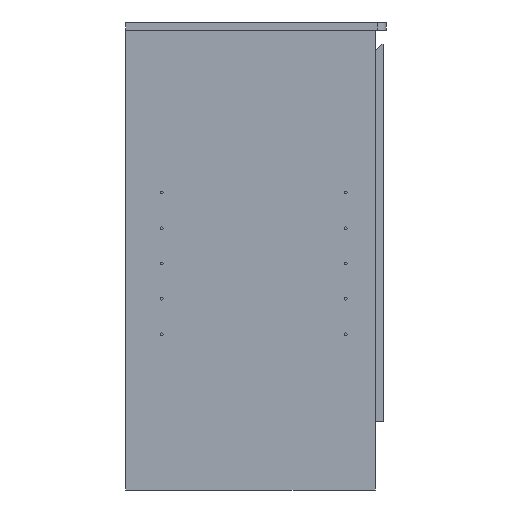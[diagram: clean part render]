
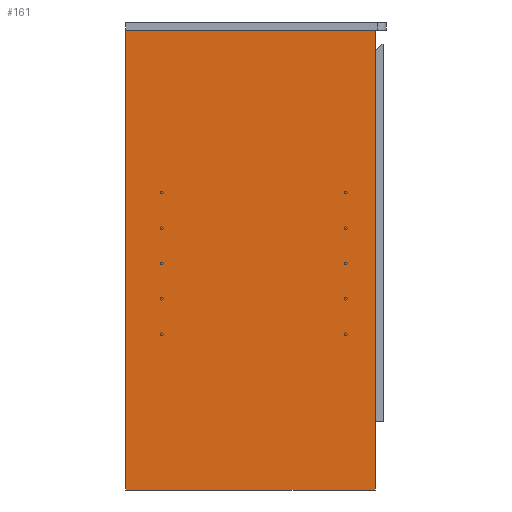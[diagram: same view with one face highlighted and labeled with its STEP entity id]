
A CAD part, left-side view. The second image highlights one B-rep face of the part: STEP entity #161.
In plain terms, the highlighted planar face has unit normal (-1, 0, 0).
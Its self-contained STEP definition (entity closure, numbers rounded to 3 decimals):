
#161=ADVANCED_FACE('',(#733),#7484,.T.);
#733=FACE_OUTER_BOUND('',#1225,.T.);
#1225=EDGE_LOOP('',(#2025,#2026,#2027,#2028));
#2025=ORIENTED_EDGE('',*,*,#4276,.F.);
#2026=ORIENTED_EDGE('',*,*,#4273,.F.);
#2027=ORIENTED_EDGE('',*,*,#4270,.F.);
#2028=ORIENTED_EDGE('',*,*,#4267,.F.);
#4267=EDGE_CURVE('',#6597,#6598,#5806,.T.);
#4270=EDGE_CURVE('',#6598,#6600,#5809,.T.);
#4273=EDGE_CURVE('',#6600,#6602,#5812,.T.);
#4276=EDGE_CURVE('',#6602,#6597,#5815,.T.);
#5806=B_SPLINE_CURVE_WITH_KNOTS('',1,(#9401,#9402),.UNSPECIFIED.,.F.,.F.,
(2,2),(-830.,0.),.UNSPECIFIED.);
#5809=B_SPLINE_CURVE_WITH_KNOTS('',1,(#9407,#9408),.UNSPECIFIED.,.F.,.F.,
(2,2),(-450.,0.),.UNSPECIFIED.);
#5812=B_SPLINE_CURVE_WITH_KNOTS('',1,(#9413,#9414),.UNSPECIFIED.,.F.,.F.,
(2,2),(-830.,0.),.UNSPECIFIED.);
#5815=B_SPLINE_CURVE_WITH_KNOTS('',1,(#9419,#9420),.UNSPECIFIED.,.F.,.F.,
(2,2),(-450.,0.),.UNSPECIFIED.);
#6597=VERTEX_POINT('',#9161);
#6598=VERTEX_POINT('',#9162);
#6600=VERTEX_POINT('',#9164);
#6602=VERTEX_POINT('',#9166);
#7484=PLANE('',#7911);
#7911=AXIS2_PLACEMENT_3D('',#9127,#8367,$);
#8367=DIRECTION('',(-1.,0.,0.));
#9127=CARTESIAN_POINT('',(-587.5,0.01,-0.01));
#9161=CARTESIAN_POINT('',(-587.5,-450.,830.));
#9162=CARTESIAN_POINT('',(-587.5,-450.,0.));
#9164=CARTESIAN_POINT('',(-587.5,0.,0.));
#9166=CARTESIAN_POINT('',(-587.5,0.,830.));
#9401=CARTESIAN_POINT('',(-587.5,-450.,830.));
#9402=CARTESIAN_POINT('',(-587.5,-450.,0.));
#9407=CARTESIAN_POINT('',(-587.5,-450.,0.));
#9408=CARTESIAN_POINT('',(-587.5,0.,0.));
#9413=CARTESIAN_POINT('',(-587.5,0.,0.));
#9414=CARTESIAN_POINT('',(-587.5,0.,830.));
#9419=CARTESIAN_POINT('',(-587.5,0.,830.));
#9420=CARTESIAN_POINT('',(-587.5,-450.,830.));
